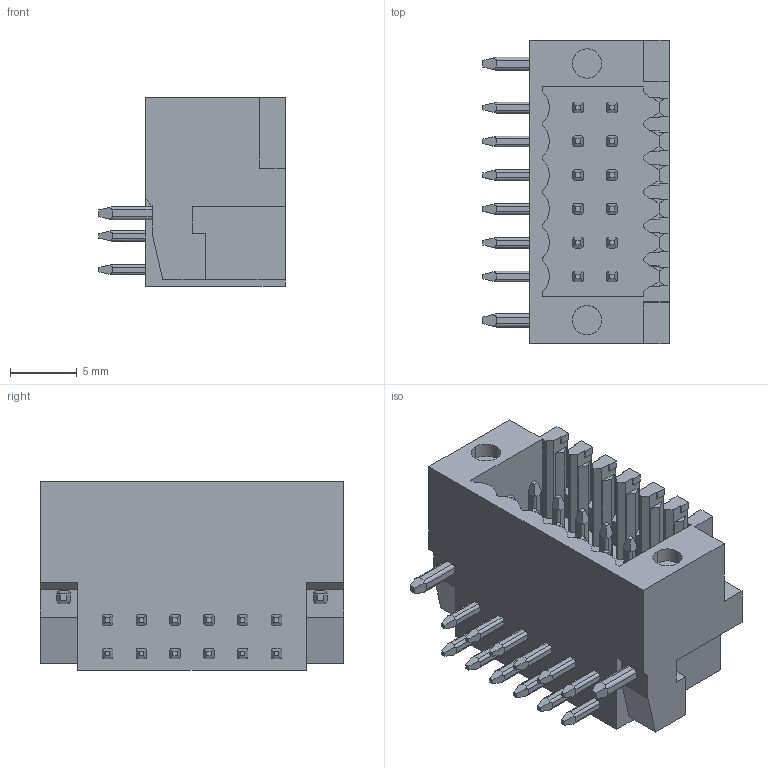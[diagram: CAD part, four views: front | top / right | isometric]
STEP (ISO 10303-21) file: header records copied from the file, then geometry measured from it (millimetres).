
FILE_DESCRIPTION((''),'2;1');
FILE_NAME('TLPHDW-020R','2024-10-17T10:46:01',('tluser'),(''),'CREO PARAMETRIC BY PTC INC, 2018100','CREO PARAMETRIC BY PTC INC, 2018100','');
FILE_SCHEMA(('CONFIG_CONTROL_DESIGN'));
Length unit declared in the file: millimetre
Products named in the file (1): TLPHDW-020R
Bounding box: 14 x 22.8 x 14.2 mm (x, y, z)
Volume: 2239.4 mm3; surface area: 2164.3 mm2
Topology: 1 solids, 1 shells, 542 faces, 1524 edges, 1008 vertices
Faces by surface type: plane 414, cylinder 124, torus 4
Entity records: 18209 total; most frequent: CARTESIAN_POINT 4473, ORIENTED_EDGE 3048, DIRECTION 2516, EDGE_CURVE 1524, VECTOR 1160, LINE 1160, VERTEX_POINT 1008, AXIS2_PLACEMENT_3D 678
